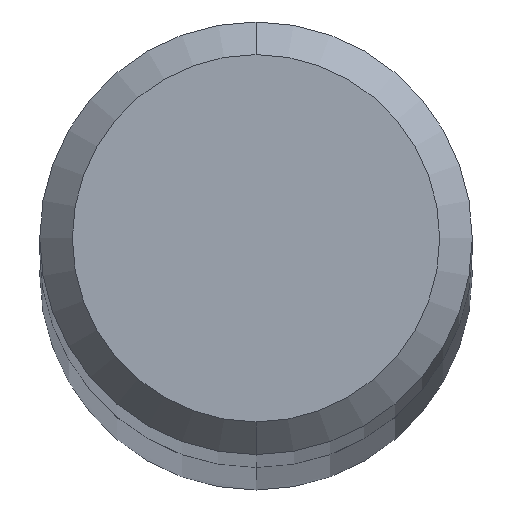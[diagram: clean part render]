
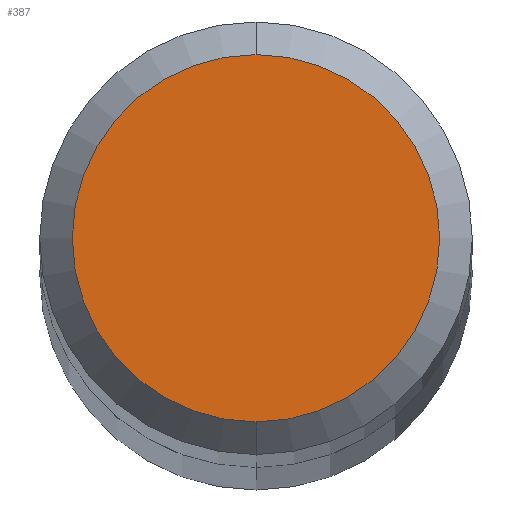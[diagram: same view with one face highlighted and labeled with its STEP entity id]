
A CAD part, top view. The second image highlights one B-rep face of the part: STEP entity #387.
In plain terms, the highlighted planar face has unit normal (0, 0, 1).
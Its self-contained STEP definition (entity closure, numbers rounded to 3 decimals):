
#197=VERTEX_POINT('',#458);
#259=EDGE_CURVE('',#197,#277,#524,.T.);
#265=EDGE_CURVE('',#277,#197,#530,.T.);
#277=VERTEX_POINT('',#542);
#387=ADVANCED_FACE('',(#669),#670,.T.);
#458=CARTESIAN_POINT('',(0.0,2.25,88.0));
#524=CIRCLE('',#965,2.25);
#530=CIRCLE('',#988,2.25);
#542=CARTESIAN_POINT('',(0.,-2.25,88.0));
#669=FACE_OUTER_BOUND('',#1233,.T.);
#670=PLANE('',#1234);
#965=AXIS2_PLACEMENT_3D('',#1350,#1351,#1352);
#988=AXIS2_PLACEMENT_3D('',#1354,#1355,#1356);
#1233=EDGE_LOOP('',(#1550,#1551));
#1234=AXIS2_PLACEMENT_3D('',#1552,#1553,#1554);
#1350=CARTESIAN_POINT('',(0.0,0.0,88.0));
#1351=DIRECTION('',(0.0,0.0,-1.0));
#1352=DIRECTION('',(0.0,1.0,0.0));
#1354=CARTESIAN_POINT('',(0.0,0.0,88.0));
#1355=DIRECTION('',(0.0,0.0,-1.0));
#1356=DIRECTION('',(0.0,1.0,0.0));
#1550=ORIENTED_EDGE('',*,*,#259,.F.);
#1551=ORIENTED_EDGE('',*,*,#265,.F.);
#1552=CARTESIAN_POINT('',(0.0,1.125,88.0));
#1553=DIRECTION('',(0.0,0.0,1.0));
#1554=DIRECTION('',(0.0,-1.0,0.0));
